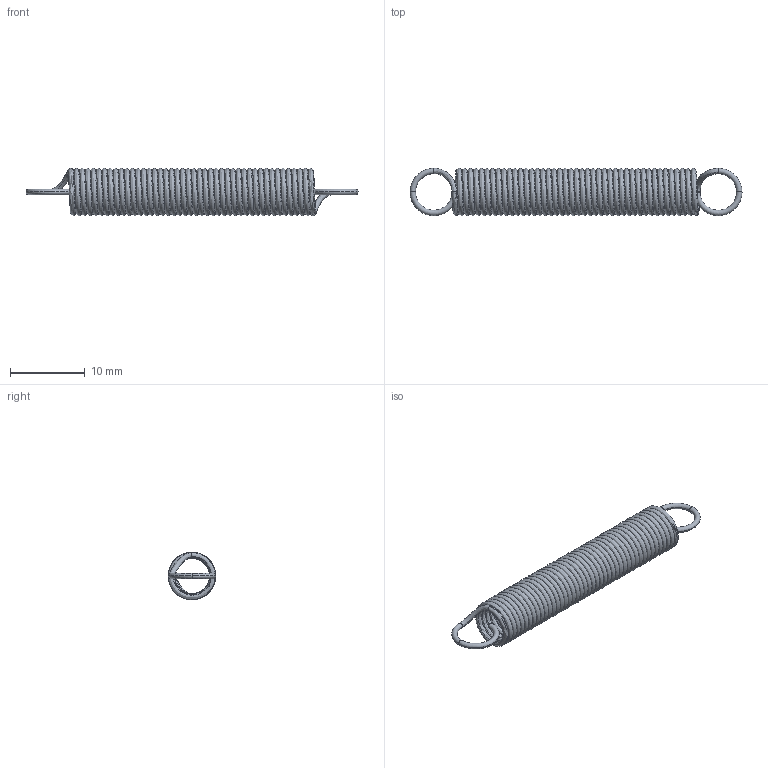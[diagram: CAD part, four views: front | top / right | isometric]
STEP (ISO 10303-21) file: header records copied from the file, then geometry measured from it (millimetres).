
FILE_DESCRIPTION (( 'STEP AP203' ), '1' );
FILE_NAME ('2915-0001-0003.STEP', '2023-08-23T18:41:33', ( '' ), ( '' ), 'SwSTEP 2.0', 'SolidWorks 2016', '' );
FILE_SCHEMA (( 'CONFIG_CONTROL_DESIGN' ));
Length unit declared in the file: millimetre
Products named in the file (1): 2915-0001-0003
Bounding box: 44.45 x 6.35 x 6.35 mm (x, y, z)
Volume: 343.3 mm3; surface area: 1863 mm2
Topology: 1 solids, 1 shells, 20 faces, 44 edges, 26 vertices
Faces by surface type: bspline 10, torus 8, plane 2
Entity records: 16329 total; most frequent: CARTESIAN_POINT 15865, ORIENTED_EDGE 88, DIRECTION 74, EDGE_CURVE 44, AXIS2_PLACEMENT_3D 37, VERTEX_POINT 26, CIRCLE 26, FACE_OUTER_BOUND 20
